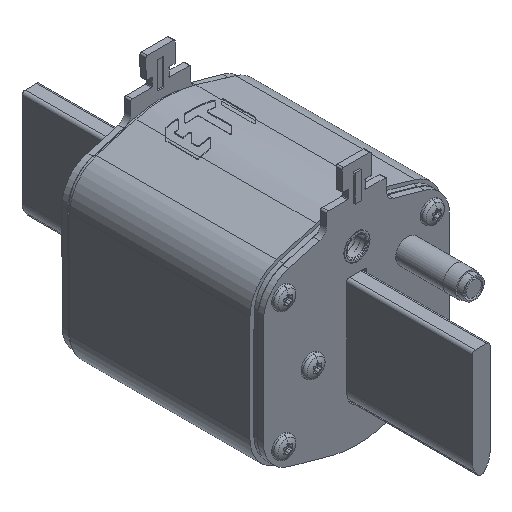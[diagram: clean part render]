
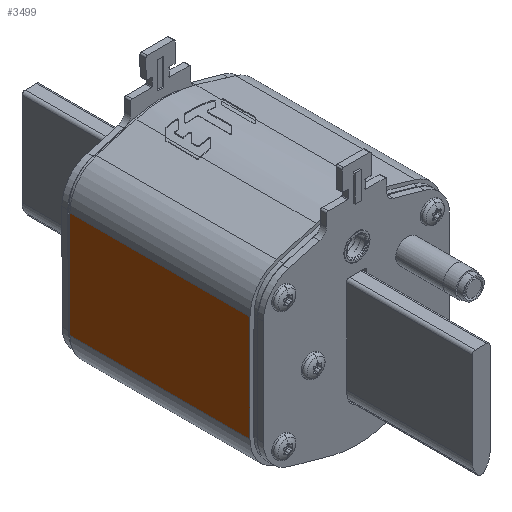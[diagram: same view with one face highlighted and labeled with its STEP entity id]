
A CAD part, isometric view. The second image highlights one B-rep face of the part: STEP entity #3499.
In plain terms, the highlighted face is planar.
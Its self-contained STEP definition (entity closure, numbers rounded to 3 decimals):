
#173=DIRECTION('',(0.,0.,1.));
#174=VECTOR('',#173,35.351);
#175=CARTESIAN_POINT('',(-30.,32.,-17.676));
#176=LINE('',#175,#174);
#1740=DIRECTION('',(1.,0.,0.));
#1741=VECTOR('',#1740,60.);
#1742=CARTESIAN_POINT('',(-30.,32.,17.676));
#1743=LINE('',#1742,#1741);
#1747=DIRECTION('',(1.,0.,0.));
#1748=VECTOR('',#1747,60.);
#1749=CARTESIAN_POINT('',(-30.,32.,-17.676));
#1750=LINE('',#1749,#1748);
#1835=DIRECTION('',(0.,0.,1.));
#1836=VECTOR('',#1835,35.351);
#1837=CARTESIAN_POINT('',(30.,32.,-17.676));
#1838=LINE('',#1837,#1836);
#2175=CARTESIAN_POINT('',(-30.,32.,-17.676));
#2176=VERTEX_POINT('',#2175);
#2177=CARTESIAN_POINT('',(-30.,32.,17.676));
#2178=VERTEX_POINT('',#2177);
#2199=CARTESIAN_POINT('',(30.,32.,-17.676));
#2200=VERTEX_POINT('',#2199);
#2201=CARTESIAN_POINT('',(30.,32.,17.676));
#2202=VERTEX_POINT('',#2201);
#3486=CARTESIAN_POINT('',(-30.,32.,-17.676));
#3487=DIRECTION('',(0.,1.,0.));
#3488=DIRECTION('',(0.,0.,1.));
#3489=AXIS2_PLACEMENT_3D('',#3486,#3487,#3488);
#3490=PLANE('',#3489);
#3491=ORIENTED_EDGE('',*,*,#2384,.F.);
#3493=ORIENTED_EDGE('',*,*,#3492,.T.);
#3495=ORIENTED_EDGE('',*,*,#3494,.T.);
#3496=ORIENTED_EDGE('',*,*,#3471,.F.);
#3497=EDGE_LOOP('',(#3491,#3493,#3495,#3496));
#3498=FACE_OUTER_BOUND('',#3497,.F.);
#2384=EDGE_CURVE('',#2176,#2178,#176,.T.);
#3471=EDGE_CURVE('',#2178,#2202,#1743,.T.);
#3492=EDGE_CURVE('',#2176,#2200,#1750,.T.);
#3494=EDGE_CURVE('',#2200,#2202,#1838,.T.);
#3499=ADVANCED_FACE('',(#3498),#3490,.T.);
